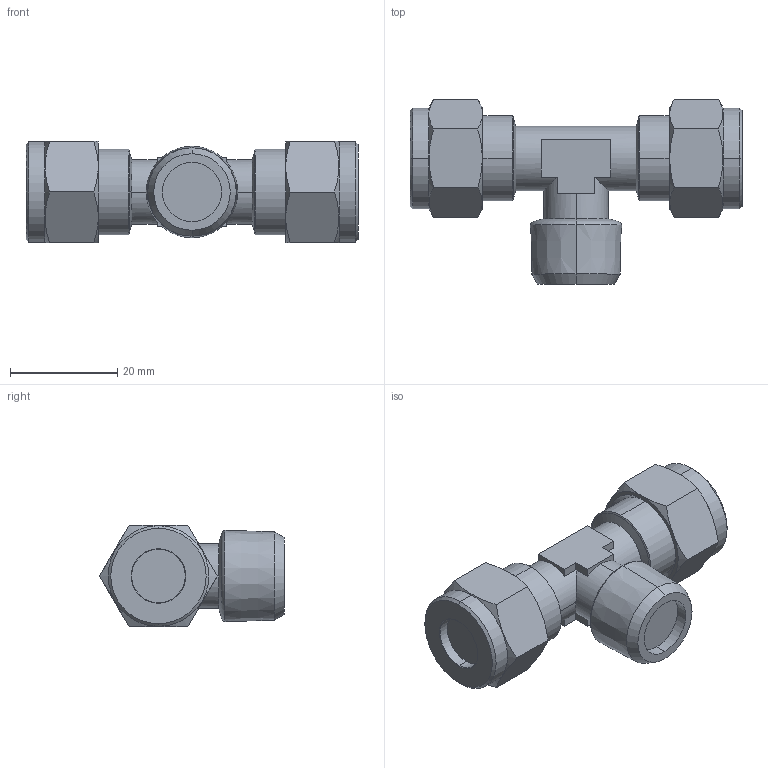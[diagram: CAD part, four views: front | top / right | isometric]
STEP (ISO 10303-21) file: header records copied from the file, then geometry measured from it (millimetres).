
FILE_DESCRIPTION (( 'STEP AP214' ), '1' );
FILE_NAME ('1022000008.step', '2013-02-25T17:11:49', ( '' ), ( '' ), 'SwSTEP 2.0', 'SolidWorks 2012', '' );
FILE_SCHEMA (( 'AUTOMOTIVE_DESIGN' ));
Length unit declared in the file: millimetre
Products named in the file (1): 1022000008
Bounding box: 62 x 34.47 x 19 mm (x, y, z)
Volume: 16055.8 mm3; surface area: 5521.2 mm2
Topology: 1 solids, 1 shells, 100 faces, 231 edges, 138 vertices
Faces by surface type: cone 38, plane 38, cylinder 18, torus 6
Entity records: 3033 total; most frequent: CARTESIAN_POINT 762, DIRECTION 477, ORIENTED_EDGE 462, EDGE_CURVE 231, AXIS2_PLACEMENT_3D 189, VERTEX_POINT 138, EDGE_LOOP 105, FACE_OUTER_BOUND 100
